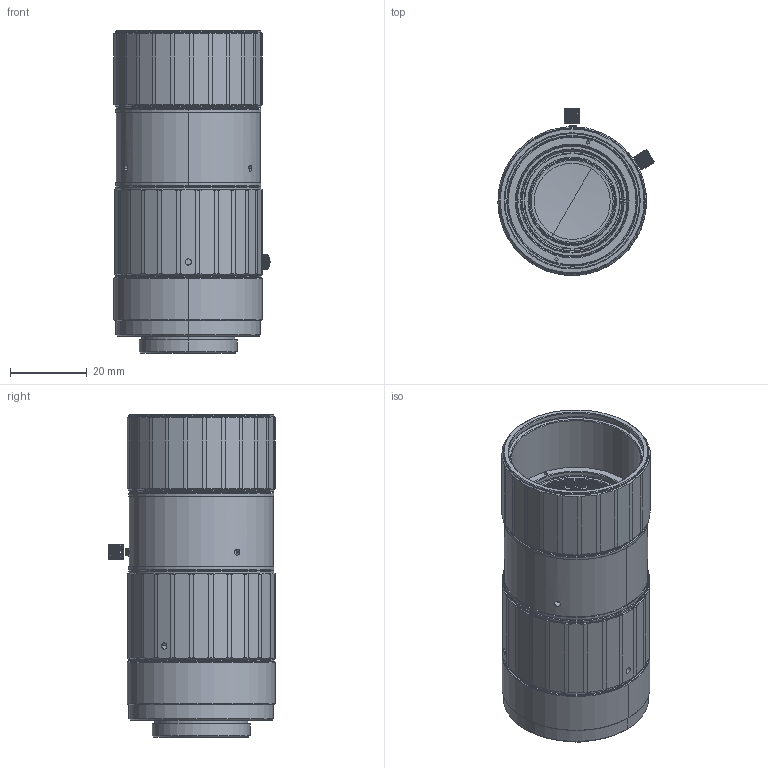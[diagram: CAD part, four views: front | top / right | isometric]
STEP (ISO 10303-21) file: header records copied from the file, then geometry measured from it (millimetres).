
FILE_DESCRIPTION (( 'STEP AP203' ), '1' );
FILE_NAME ('70mm-1.2.STEP', '2022-10-26T08:22:48', ( '' ), ( '' ), 'SwSTEP 2.0', 'SolidWorks 2017', '' );
FILE_SCHEMA (( 'CONFIG_CONTROL_DESIGN' ));
Length unit declared in the file: millimetre
Products named in the file (1): 70mm-1.2
Bounding box: 40.59 x 43.4 x 83.9 mm (x, y, z)
Surface area: 17420.6 mm2 (no closed solid volume)
Topology: 0 solids, 21 shells, 633 faces, 2260 edges, 1584 vertices
Faces by surface type: plane 274, cylinder 217, cone 133, torus 6, sphere 2, bspline 1
Entity records: 26219 total; most frequent: CARTESIAN_POINT 8432, ORIENTED_EDGE 3762, DIRECTION 3265, EDGE_CURVE 2260, VERTEX_POINT 1584, AXIS2_PLACEMENT_3D 1303, B_SPLINE_CURVE_WITH_KNOTS 919, CIRCLE 670
